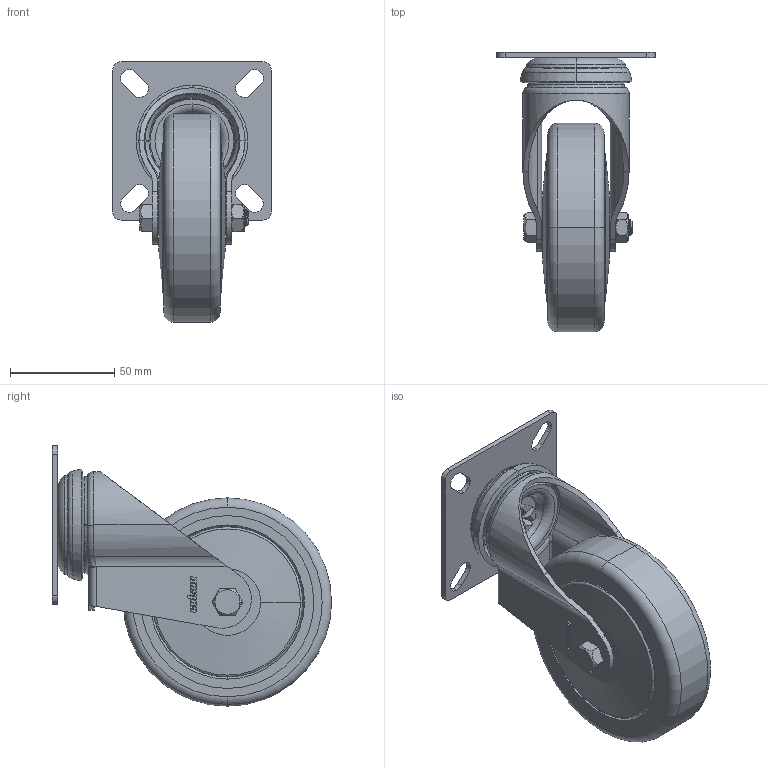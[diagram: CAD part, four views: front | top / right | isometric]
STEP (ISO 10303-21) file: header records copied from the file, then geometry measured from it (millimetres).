
FILE_DESCRIPTION (( 'STEP AP214' ), '1' );
FILE_NAME ('JDPE 1001 1001 P.STEP', '2020-05-13T12:46:49', ( '' ), ( '' ), 'SwSTEP 2.0', 'SolidWorks 2018', '' );
FILE_SCHEMA (( 'AUTOMOTIVE_DESIGN' ));
Length unit declared in the file: millimetre
Products named in the file (1): JDPE 1001 1001 P
Bounding box: 76 x 134 x 125 mm (x, y, z)
Volume: 185854.7 mm3; surface area: 122419.5 mm2
Topology: 53 solids, 53 shells, 593 faces, 1534 edges, 995 vertices
Faces by surface type: plane 161, cylinder 140, bspline 98, sphere 80, torus 70, cone 44
Entity records: 31795 total; most frequent: CARTESIAN_POINT 11888, ORIENTED_EDGE 2668, DIRECTION 2493, EDGE_CURVE 1334, AXIS2_PLACEMENT_3D 995, VERTEX_POINT 875, EDGE_LOOP 655, UNCERTAINTY_MEASURE_WITH_UNIT 648
